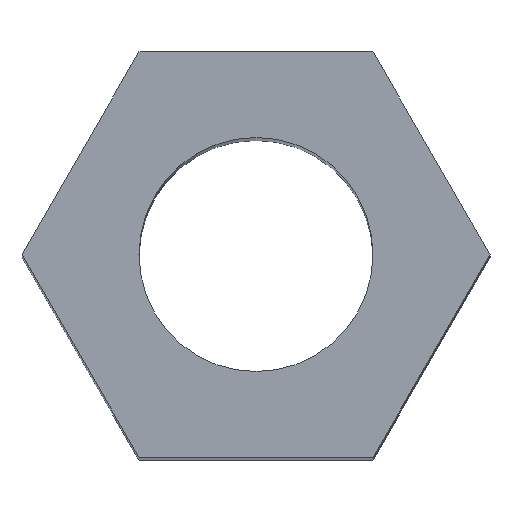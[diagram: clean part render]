
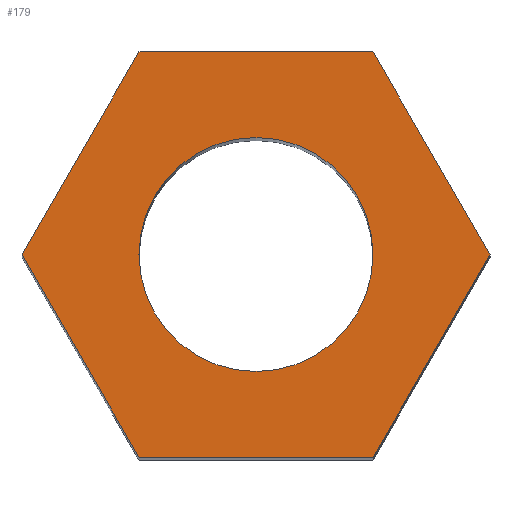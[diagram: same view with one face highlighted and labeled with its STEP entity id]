
A CAD part, top view. The second image highlights one B-rep face of the part: STEP entity #179.
In plain terms, the highlighted planar face has unit normal (0, 0, 1).
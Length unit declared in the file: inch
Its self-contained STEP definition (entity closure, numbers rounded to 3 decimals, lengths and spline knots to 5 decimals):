
#2 = AXIS2_PLACEMENT_3D ( 'NONE', #146, #247, #19 ) ;
#7 = CARTESIAN_POINT ( 'NONE',  ( 0.05906, 0.10229, 0.86614 ) ) ;
#10 = DIRECTION ( 'NONE',  ( -1., 0., 0. ) ) ;
#11 = VERTEX_POINT ( 'NONE', #64 ) ;
#13 = VERTEX_POINT ( 'NONE', #327 ) ;
#14 = VERTEX_POINT ( 'NONE', #222 ) ;
#15 = VECTOR ( 'NONE', #315, 39.37008 ) ;
#19 = DIRECTION ( 'NONE',  ( 1., 0., 0. ) ) ;
#22 = DIRECTION ( 'NONE',  ( 0., 0., 1. ) ) ;
#23 = DIRECTION ( 'NONE',  ( 0.5, 0.866, 0. ) ) ;
#30 = ORIENTED_EDGE ( 'NONE', *, *, #155, .F. ) ;
#38 = ORIENTED_EDGE ( 'NONE', *, *, #148, .T. ) ;
#41 = CARTESIAN_POINT ( 'NONE',  ( 0.11811, 0., 0.86614 ) ) ;
#42 = VECTOR ( 'NONE', #227, 39.37008 ) ;
#60 = VERTEX_POINT ( 'NONE', #41 ) ;
#63 = ORIENTED_EDGE ( 'NONE', *, *, #71, .T. ) ;
#64 = CARTESIAN_POINT ( 'NONE',  ( -0.11811, 0., 0.86614 ) ) ;
#67 = EDGE_LOOP ( 'NONE', ( #38, #168, #193, #63, #143, #78 ) ) ;
#68 = CARTESIAN_POINT ( 'NONE',  ( -0.11811, 0., 0.86614 ) ) ;
#71 = EDGE_CURVE ( 'NONE', #11, #293, #118, .T. ) ;
#78 = ORIENTED_EDGE ( 'NONE', *, *, #190, .T. ) ;
#80 = VERTEX_POINT ( 'NONE', #241 ) ;
#95 = FACE_BOUND ( 'NONE', #238, .T. ) ;
#98 = DIRECTION ( 'NONE',  ( 1., 0., 0. ) ) ;
#118 = LINE ( 'NONE', #68, #161 ) ;
#124 = EDGE_CURVE ( 'NONE', #14, #316, #149, .T. ) ;
#128 = CARTESIAN_POINT ( 'NONE',  ( 0., 0., 0.86614 ) ) ;
#129 = LINE ( 'NONE', #333, #253 ) ;
#130 = AXIS2_PLACEMENT_3D ( 'NONE', #128, #150, #98 ) ;
#133 = CARTESIAN_POINT ( 'NONE',  ( -0.05906, -0.10229, 0.86614 ) ) ;
#138 = LINE ( 'NONE', #7, #283 ) ;
#143 = ORIENTED_EDGE ( 'NONE', *, *, #267, .T. ) ;
#145 = ORIENTED_EDGE ( 'NONE', *, *, #124, .F. ) ;
#146 = CARTESIAN_POINT ( 'NONE',  ( 0., 0., 0.86614 ) ) ;
#148 = EDGE_CURVE ( 'NONE', #60, #80, #198, .T. ) ;
#149 = CIRCLE ( 'NONE', #2, 0.05906 ) ;
#150 = DIRECTION ( 'NONE',  ( 0., 0., 1. ) ) ;
#151 = FACE_OUTER_BOUND ( 'NONE', #67, .T. ) ;
#155 = EDGE_CURVE ( 'NONE', #316, #14, #317, .T. ) ;
#161 = VECTOR ( 'NONE', #305, 39.37008 ) ;
#168 = ORIENTED_EDGE ( 'NONE', *, *, #325, .T. ) ;
#179 = ADVANCED_FACE ( 'NONE', ( #151, #95 ), #278, .T. ) ;
#183 = VERTEX_POINT ( 'NONE', #281 ) ;
#190 = EDGE_CURVE ( 'NONE', #183, #60, #129, .T. ) ;
#193 = ORIENTED_EDGE ( 'NONE', *, *, #280, .T. ) ;
#198 = LINE ( 'NONE', #309, #42 ) ;
#203 = CARTESIAN_POINT ( 'NONE',  ( -0.05906, -0.10229, 0.86614 ) ) ;
#211 = DIRECTION ( 'NONE',  ( -0.5, -0.866, 0. ) ) ;
#222 = CARTESIAN_POINT ( 'NONE',  ( 0.05906, 0., 0.86614 ) ) ;
#225 = VECTOR ( 'NONE', #211, 39.37008 ) ;
#227 = DIRECTION ( 'NONE',  ( -0.5, 0.866, 0. ) ) ;
#238 = EDGE_LOOP ( 'NONE', ( #30, #145 ) ) ;
#241 = CARTESIAN_POINT ( 'NONE',  ( 0.05906, 0.10229, 0.86614 ) ) ;
#247 = DIRECTION ( 'NONE',  ( 0., 0., 1. ) ) ;
#251 = DIRECTION ( 'NONE',  ( 1., 0., 0. ) ) ;
#253 = VECTOR ( 'NONE', #23, 39.37008 ) ;
#257 = LINE ( 'NONE', #203, #15 ) ;
#259 = CARTESIAN_POINT ( 'NONE',  ( -0.05906, 0.10229, 0.86614 ) ) ;
#262 = CARTESIAN_POINT ( 'NONE',  ( -0.05906, 0., 0.86614 ) ) ;
#267 = EDGE_CURVE ( 'NONE', #293, #183, #257, .T. ) ;
#272 = AXIS2_PLACEMENT_3D ( 'NONE', #307, #22, #251 ) ;
#278 = PLANE ( 'NONE',  #272 ) ;
#280 = EDGE_CURVE ( 'NONE', #13, #11, #318, .T. ) ;
#281 = CARTESIAN_POINT ( 'NONE',  ( 0.05906, -0.10229, 0.86614 ) ) ;
#283 = VECTOR ( 'NONE', #10, 39.37008 ) ;
#293 = VERTEX_POINT ( 'NONE', #133 ) ;
#305 = DIRECTION ( 'NONE',  ( 0.5, -0.866, 0. ) ) ;
#307 = CARTESIAN_POINT ( 'NONE',  ( 0., 0., 0.86614 ) ) ;
#309 = CARTESIAN_POINT ( 'NONE',  ( 0.11811, 0., 0.86614 ) ) ;
#315 = DIRECTION ( 'NONE',  ( 1., 0., 0. ) ) ;
#316 = VERTEX_POINT ( 'NONE', #262 ) ;
#317 = CIRCLE ( 'NONE', #130, 0.05906 ) ;
#318 = LINE ( 'NONE', #259, #225 ) ;
#325 = EDGE_CURVE ( 'NONE', #80, #13, #138, .T. ) ;
#327 = CARTESIAN_POINT ( 'NONE',  ( -0.05906, 0.10229, 0.86614 ) ) ;
#333 = CARTESIAN_POINT ( 'NONE',  ( 0.05906, -0.10229, 0.86614 ) ) ;
